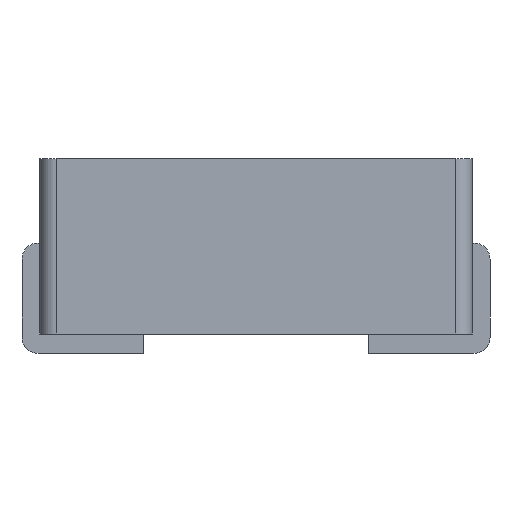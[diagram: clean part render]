
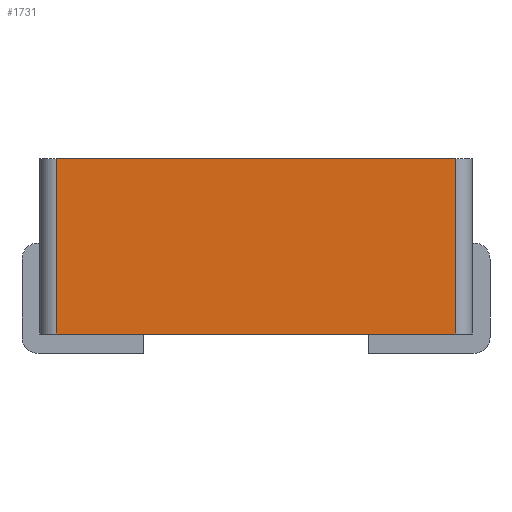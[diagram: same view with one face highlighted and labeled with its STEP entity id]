
A CAD part, front view. The second image highlights one B-rep face of the part: STEP entity #1731.
In plain terms, the highlighted planar face has unit normal (0, -1, 0).
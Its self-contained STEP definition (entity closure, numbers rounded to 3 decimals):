
#827 = EDGE_CURVE('',#828,#830,#832,.T.);
#828 = VERTEX_POINT('',#829);
#829 = CARTESIAN_POINT('',(-3.075,-3.325,3.));
#830 = VERTEX_POINT('',#831);
#831 = CARTESIAN_POINT('',(3.075,-3.325,3.));
#832 = LINE('',#833,#834);
#833 = CARTESIAN_POINT('',(3.325,-3.325,3.));
#834 = VECTOR('',#835,1.);
#835 = DIRECTION('',(1.,0.,0.));
#1593 = VERTEX_POINT('',#1594);
#1594 = CARTESIAN_POINT('',(3.075,-3.325,0.3));
#1601 = EDGE_CURVE('',#1602,#1593,#1604,.T.);
#1602 = VERTEX_POINT('',#1603);
#1603 = CARTESIAN_POINT('',(-3.075,-3.325,0.3));
#1604 = LINE('',#1605,#1606);
#1605 = CARTESIAN_POINT('',(3.325,-3.325,0.3));
#1606 = VECTOR('',#1607,1.);
#1607 = DIRECTION('',(1.,0.,0.));
#1731 = ADVANCED_FACE('',(#1732),#1748,.F.);
#1732 = FACE_BOUND('',#1733,.T.);
#1733 = EDGE_LOOP('',(#1734,#1735,#1741,#1742));
#1734 = ORIENTED_EDGE('',*,*,#1601,.T.);
#1735 = ORIENTED_EDGE('',*,*,#1736,.T.);
#1736 = EDGE_CURVE('',#1593,#830,#1737,.T.);
#1737 = LINE('',#1738,#1739);
#1738 = CARTESIAN_POINT('',(3.075,-3.325,3.));
#1739 = VECTOR('',#1740,1.);
#1740 = DIRECTION('',(0.,0.,1.));
#1741 = ORIENTED_EDGE('',*,*,#827,.F.);
#1742 = ORIENTED_EDGE('',*,*,#1743,.T.);
#1743 = EDGE_CURVE('',#828,#1602,#1744,.T.);
#1744 = LINE('',#1745,#1746);
#1745 = CARTESIAN_POINT('',(-3.075,-3.325,3.));
#1746 = VECTOR('',#1747,1.);
#1747 = DIRECTION('',(0.,0.,-1.));
#1748 = PLANE('',#1749);
#1749 = AXIS2_PLACEMENT_3D('',#1750,#1751,#1752);
#1750 = CARTESIAN_POINT('',(3.325,-3.325,3.));
#1751 = DIRECTION('',(0.,1.,0.));
#1752 = DIRECTION('',(-1.,0.,0.));
